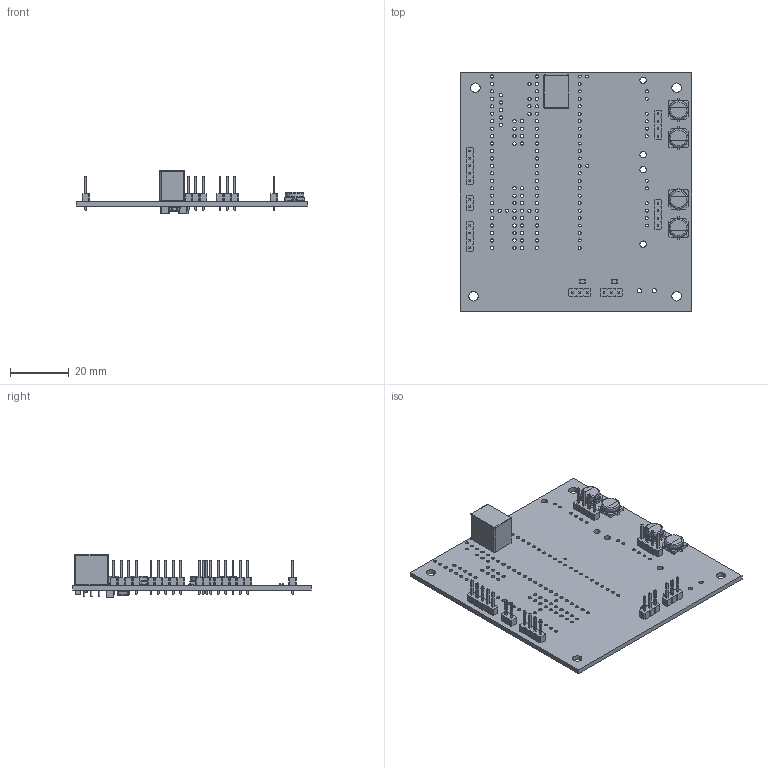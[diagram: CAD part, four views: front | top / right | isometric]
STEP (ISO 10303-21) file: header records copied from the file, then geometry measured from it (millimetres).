
FILE_DESCRIPTION(('KiCad electronic assembly'),'2;1');
FILE_NAME('shear_pcb.step','2020-08-31T16:13:26',('An Author'),( 'A Company'),'Open CASCADE STEP processor 7.4', 'KiCad to STEP converter','Unknown');
FILE_SCHEMA(('AUTOMOTIVE_DESIGN { 1 0 10303 214 1 1 1 1 }'));
Length unit declared in the file: millimetre
Products named in the file (24): Open CASCADE STEP translator 7.4 1; PinHeader_1x03_P2.54mm_Vertical; SOLID; PinHeader_1x05_P2.54mm_Vertical; PinHeader_1x04_P2.54mm_Vertical; PinHeader_1x02_P2.54mm_Vertical; CP_Elec_6.3x3; C_1210_3225Metric; C_1206_3216Metric; Converter_DCDC_RECOM_R-78E-0.5_THT; R_0805_2012Metric; L_Bourns-SRN4018; COMPOUND; D_0805_2012Metric
Assembly tree (31 placements, depth 3):
  Open CASCADE STEP translator 7.4 1
    PinHeader_1x03_P2.54mm_Vertical  x2
      SOLID
    PinHeader_1x05_P2.54mm_Vertical
      SOLID
    PinHeader_1x04_P2.54mm_Vertical  x3
      SOLID
    PinHeader_1x02_P2.54mm_Vertical
      SOLID
    CP_Elec_6.3x3  x4
      SOLID
    C_1210_3225Metric  x2
      SOLID
    C_1206_3216Metric
      SOLID
    Converter_DCDC_RECOM_R-78E-0.5_THT
      SOLID
    R_0805_2012Metric  x2
      SOLID
    L_Bourns-SRN4018
      COMPOUND
    D_0805_2012Metric
      SOLID
    COMPOUND
Bounding box: 78.74 x 81.28 x 14.7 mm (x, y, z)
Volume: 11921.2 mm3; surface area: 16702 mm2
Topology: 24 solids, 24 shells, 1298 faces, 3219 edges, 2029 vertices
Faces by surface type: plane 886, cylinder 325, bspline 40, torus 39, revolution 4, sphere 4
Full cylindrical faces by diameter (mm): 0.5 x3, 1 x66, 1.1 x86, 1.52 x2, 2.18 x4, 3.2 x4, 6.3 x8
Entity records: 61375 total; most frequent: CARTESIAN_POINT 13228, DIRECTION 8075, LINE 5137, VECTOR 5137, ORIENTED_EDGE 4220, PCURVE 4220, DEFINITIONAL_REPRESENTATION 4220, EDGE_CURVE 2110
